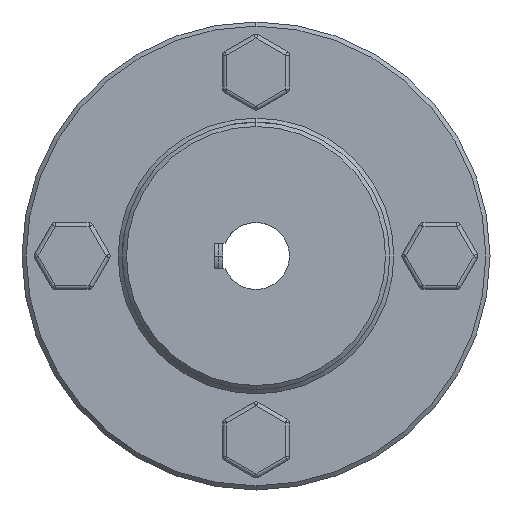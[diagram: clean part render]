
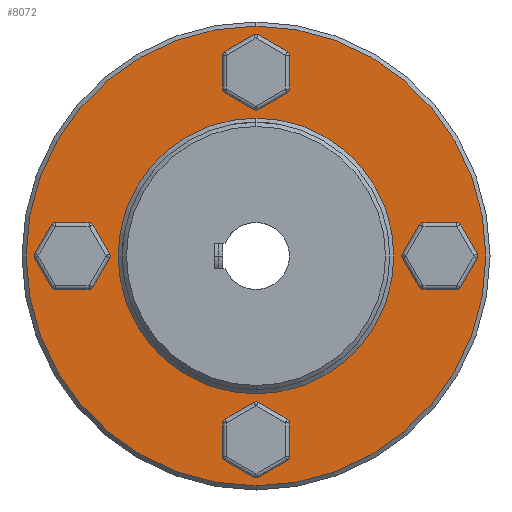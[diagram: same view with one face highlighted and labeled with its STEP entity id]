
A CAD part, left-side view. The second image highlights one B-rep face of the part: STEP entity #8072.
In plain terms, the highlighted planar face has unit normal (-1, 0, 0).
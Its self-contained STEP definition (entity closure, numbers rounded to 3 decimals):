
#216 = CIRCLE ( 'NONE', #10820, 2.5 ) ;
#224 = CIRCLE ( 'NONE', #10825, 2.5 ) ;
#231 = CIRCLE ( 'NONE', #10827, 2.5 ) ;
#235 = CIRCLE ( 'NONE', #10829, 2.5 ) ;
#248 = CIRCLE ( 'NONE', #10826, 16.5 ) ;
#270 = CIRCLE ( 'NONE', #10834, 27.5 ) ;
#320 = FACE_OUTER_BOUND ( 'NONE', #6538, .T. ) ;
#326 = FACE_BOUND ( 'NONE', #6528, .T. ) ;
#327 = FACE_BOUND ( 'NONE', #6540, .T. ) ;
#329 = FACE_BOUND ( 'NONE', #6533, .T. ) ;
#331 = FACE_BOUND ( 'NONE', #6529, .T. ) ;
#333 = FACE_BOUND ( 'NONE', #6537, .T. ) ;
#725 = CARTESIAN_POINT ( 'NONE',  ( -6.5, 22., 0. ) ) ;
#728 = CARTESIAN_POINT ( 'NONE',  ( -6.5, 0., -22. ) ) ;
#731 = DIRECTION ( 'NONE',  ( -1., 0., 0. ) ) ;
#732 = DIRECTION ( 'NONE',  ( 0., 0., 1. ) ) ;
#745 = CARTESIAN_POINT ( 'NONE',  ( -6.5, 0., 22. ) ) ;
#747 = DIRECTION ( 'NONE',  ( -1., 0., 0. ) ) ;
#748 = DIRECTION ( 'NONE',  ( 0., 0., 1. ) ) ;
#755 = CARTESIAN_POINT ( 'NONE',  ( -6.5, -22., 0. ) ) ;
#757 = DIRECTION ( 'NONE',  ( -1., 0., 0. ) ) ;
#758 = DIRECTION ( 'NONE',  ( 0., 0., 1. ) ) ;
#783 = DIRECTION ( 'NONE',  ( -1., 0., 0. ) ) ;
#784 = DIRECTION ( 'NONE',  ( 0., 0., 1. ) ) ;
#861 = CARTESIAN_POINT ( 'NONE',  ( -6.5, 0., 0. ) ) ;
#862 = DIRECTION ( 'NONE',  ( 1., 0., 0. ) ) ;
#863 = DIRECTION ( 'NONE',  ( 0., 0., 1. ) ) ;
#921 = CARTESIAN_POINT ( 'NONE',  ( -6.5, 0., 0. ) ) ;
#922 = DIRECTION ( 'NONE',  ( -1., 0., 0. ) ) ;
#923 = DIRECTION ( 'NONE',  ( 0., 0., 1. ) ) ;
#1167 = CARTESIAN_POINT ( 'NONE',  ( -6.5, 22., -2.5 ) ) ;
#1168 = CARTESIAN_POINT ( 'NONE',  ( -6.5, 22., 2.5 ) ) ;
#1171 = CARTESIAN_POINT ( 'NONE',  ( -6.5, 0., 19.5 ) ) ;
#1172 = CARTESIAN_POINT ( 'NONE',  ( -6.5, 0., 24.5 ) ) ;
#1175 = CARTESIAN_POINT ( 'NONE',  ( -6.5, -22., -2.5 ) ) ;
#1176 = CARTESIAN_POINT ( 'NONE',  ( -6.5, -22., 2.5 ) ) ;
#1179 = CARTESIAN_POINT ( 'NONE',  ( -6.5, 0., -24.5 ) ) ;
#1180 = CARTESIAN_POINT ( 'NONE',  ( -6.5, 0., -19.5 ) ) ;
#1201 = CARTESIAN_POINT ( 'NONE',  ( -6.5, 0., 16.5 ) ) ;
#1202 = CARTESIAN_POINT ( 'NONE',  ( -6.5, 0., -16.5 ) ) ;
#1203 = CARTESIAN_POINT ( 'NONE',  ( -6.5, 0., 27.5 ) ) ;
#1204 = CARTESIAN_POINT ( 'NONE',  ( -6.5, 0., -27.5 ) ) ;
#1483 = CARTESIAN_POINT ( 'NONE',  ( -6.5, 28., 0. ) ) ;
#1485 = PLANE ( 'NONE',  #10858 ) ;
#1488 = DIRECTION ( 'NONE',  ( -1., 0., 0. ) ) ;
#1489 = DIRECTION ( 'NONE',  ( 0., 0., 1. ) ) ;
#2508 = CARTESIAN_POINT ( 'NONE',  ( -6.5, 22., 0. ) ) ;
#2513 = DIRECTION ( 'NONE',  ( -1., 0., 0. ) ) ;
#2514 = DIRECTION ( 'NONE',  ( 0., 0., 1. ) ) ;
#2543 = CARTESIAN_POINT ( 'NONE',  ( -6.5, 0., 0. ) ) ;
#2550 = DIRECTION ( 'NONE',  ( 1., 0., 0. ) ) ;
#2551 = DIRECTION ( 'NONE',  ( 0., 0., 1. ) ) ;
#2552 = CARTESIAN_POINT ( 'NONE',  ( -6.5, -22., 0. ) ) ;
#2555 = CARTESIAN_POINT ( 'NONE',  ( -6.5, 0., 22. ) ) ;
#2558 = CARTESIAN_POINT ( 'NONE',  ( -6.5, 0., -22. ) ) ;
#2559 = DIRECTION ( 'NONE',  ( -1., 0., 0. ) ) ;
#2560 = DIRECTION ( 'NONE',  ( 0., 0., 1. ) ) ;
#2561 = CARTESIAN_POINT ( 'NONE',  ( -6.5, 0., 0. ) ) ;
#2562 = DIRECTION ( 'NONE',  ( -1., 0., 0. ) ) ;
#2563 = DIRECTION ( 'NONE',  ( 0., 0., 1. ) ) ;
#2564 = DIRECTION ( 'NONE',  ( -1., 0., 0. ) ) ;
#2565 = DIRECTION ( 'NONE',  ( 0., 0., 1. ) ) ;
#2566 = DIRECTION ( 'NONE',  ( -1., 0., 0. ) ) ;
#2567 = DIRECTION ( 'NONE',  ( 0., 0., 1. ) ) ;
#3512 = CIRCLE ( 'NONE', #3931, 2.5 ) ;
#3530 = CIRCLE ( 'NONE', #3939, 16.5 ) ;
#3535 = CIRCLE ( 'NONE', #3942, 2.5 ) ;
#3537 = CIRCLE ( 'NONE', #3943, 2.5 ) ;
#3539 = CIRCLE ( 'NONE', #3944, 2.5 ) ;
#3540 = CIRCLE ( 'NONE', #3945, 27.5 ) ;
#3931 = AXIS2_PLACEMENT_3D ( 'NONE', #2508, #2513, #2514 ) ;
#3939 = AXIS2_PLACEMENT_3D ( 'NONE', #2543, #2550, #2551 ) ;
#3942 = AXIS2_PLACEMENT_3D ( 'NONE', #2552, #2559, #2560 ) ;
#3943 = AXIS2_PLACEMENT_3D ( 'NONE', #2555, #2562, #2563 ) ;
#3944 = AXIS2_PLACEMENT_3D ( 'NONE', #2558, #2564, #2565 ) ;
#3945 = AXIS2_PLACEMENT_3D ( 'NONE', #2561, #2566, #2567 ) ;
#6528 = EDGE_LOOP ( 'NONE', ( #8015, #8016 ) ) ;
#6529 = EDGE_LOOP ( 'NONE', ( #8019, #8020 ) ) ;
#6533 = EDGE_LOOP ( 'NONE', ( #8017, #8018 ) ) ;
#6537 = EDGE_LOOP ( 'NONE', ( #8021, #8022 ) ) ;
#6538 = EDGE_LOOP ( 'NONE', ( #8023, #8024 ) ) ;
#6540 = EDGE_LOOP ( 'NONE', ( #8025, #8026 ) ) ;
#6903 = EDGE_CURVE ( 'NONE', #7098, #7099, #216, .T. ) ;
#6909 = EDGE_CURVE ( 'NONE', #7102, #7103, #224, .T. ) ;
#6913 = EDGE_CURVE ( 'NONE', #7106, #7107, #231, .T. ) ;
#6917 = EDGE_CURVE ( 'NONE', #7110, #7111, #235, .T. ) ;
#6927 = EDGE_CURVE ( 'NONE', #7133, #7132, #248, .T. ) ;
#6941 = EDGE_CURVE ( 'NONE', #7134, #7135, #270, .T. ) ;
#7098 = VERTEX_POINT ( 'NONE', #1167 ) ;
#7099 = VERTEX_POINT ( 'NONE', #1168 ) ;
#7102 = VERTEX_POINT ( 'NONE', #1171 ) ;
#7103 = VERTEX_POINT ( 'NONE', #1172 ) ;
#7106 = VERTEX_POINT ( 'NONE', #1175 ) ;
#7107 = VERTEX_POINT ( 'NONE', #1176 ) ;
#7110 = VERTEX_POINT ( 'NONE', #1179 ) ;
#7111 = VERTEX_POINT ( 'NONE', #1180 ) ;
#7132 = VERTEX_POINT ( 'NONE', #1201 ) ;
#7133 = VERTEX_POINT ( 'NONE', #1202 ) ;
#7134 = VERTEX_POINT ( 'NONE', #1203 ) ;
#7135 = VERTEX_POINT ( 'NONE', #1204 ) ;
#8015 = ORIENTED_EDGE ( 'NONE', *, *, #6903, .F. ) ;
#8016 = ORIENTED_EDGE ( 'NONE', *, *, #8327, .F. ) ;
#8017 = ORIENTED_EDGE ( 'NONE', *, *, #6909, .F. ) ;
#8018 = ORIENTED_EDGE ( 'NONE', *, *, #8345, .F. ) ;
#8019 = ORIENTED_EDGE ( 'NONE', *, *, #6913, .F. ) ;
#8020 = ORIENTED_EDGE ( 'NONE', *, *, #8344, .F. ) ;
#8021 = ORIENTED_EDGE ( 'NONE', *, *, #6917, .F. ) ;
#8022 = ORIENTED_EDGE ( 'NONE', *, *, #8346, .F. ) ;
#8023 = ORIENTED_EDGE ( 'NONE', *, *, #8347, .T. ) ;
#8024 = ORIENTED_EDGE ( 'NONE', *, *, #6941, .T. ) ;
#8025 = ORIENTED_EDGE ( 'NONE', *, *, #6927, .T. ) ;
#8026 = ORIENTED_EDGE ( 'NONE', *, *, #8341, .T. ) ;
#8072 = ADVANCED_FACE ( 'NONE', ( #326, #329, #331, #333, #320, #327 ), #1485, .T. ) ;
#8327 = EDGE_CURVE ( 'NONE', #7099, #7098, #3512, .T. ) ;
#8341 = EDGE_CURVE ( 'NONE', #7132, #7133, #3530, .T. ) ;
#8344 = EDGE_CURVE ( 'NONE', #7107, #7106, #3535, .T. ) ;
#8345 = EDGE_CURVE ( 'NONE', #7103, #7102, #3537, .T. ) ;
#8346 = EDGE_CURVE ( 'NONE', #7111, #7110, #3539, .T. ) ;
#8347 = EDGE_CURVE ( 'NONE', #7135, #7134, #3540, .T. ) ;
#10820 = AXIS2_PLACEMENT_3D ( 'NONE', #725, #731, #732 ) ;
#10825 = AXIS2_PLACEMENT_3D ( 'NONE', #745, #747, #748 ) ;
#10826 = AXIS2_PLACEMENT_3D ( 'NONE', #861, #862, #863 ) ;
#10827 = AXIS2_PLACEMENT_3D ( 'NONE', #755, #757, #758 ) ;
#10829 = AXIS2_PLACEMENT_3D ( 'NONE', #728, #783, #784 ) ;
#10834 = AXIS2_PLACEMENT_3D ( 'NONE', #921, #922, #923 ) ;
#10858 = AXIS2_PLACEMENT_3D ( 'NONE', #1483, #1488, #1489 ) ;
